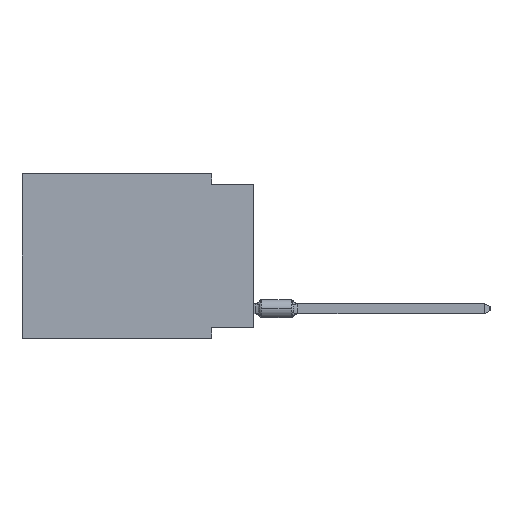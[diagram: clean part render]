
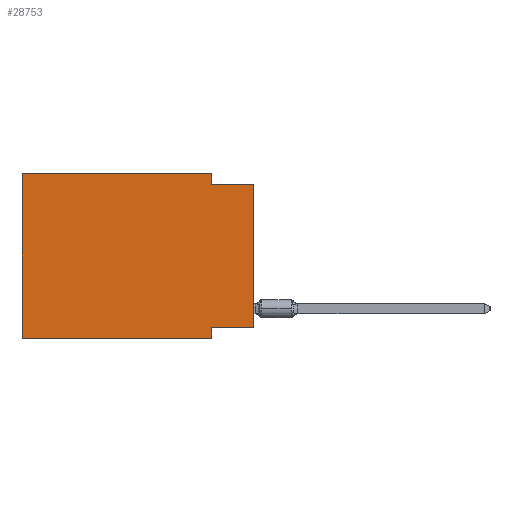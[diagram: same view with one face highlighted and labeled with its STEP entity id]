
A CAD part, left-side view. The second image highlights one B-rep face of the part: STEP entity #28753.
In plain terms, the highlighted planar face has unit normal (-1, 0, 0).
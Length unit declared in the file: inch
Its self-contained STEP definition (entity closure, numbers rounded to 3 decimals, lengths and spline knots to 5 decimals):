
#295 = VERTEX_POINT ( 'NONE', #24969 ) ;
#360 = DIRECTION ( 'NONE',  ( 0., -1., 0. ) ) ;
#1800 = LINE ( 'NONE', #17518, #48096 ) ;
#2257 = ORIENTED_EDGE ( 'NONE', *, *, #3382, .F. ) ;
#3374 = VECTOR ( 'NONE', #3808, 39.37008 ) ;
#3382 = EDGE_CURVE ( 'NONE', #55507, #36843, #37804, .T. ) ;
#3808 = DIRECTION ( 'NONE',  ( 0., 0., 1. ) ) ;
#3949 = CARTESIAN_POINT ( 'NONE',  ( 0., 0., -0.365 ) ) ;
#4514 = EDGE_LOOP ( 'NONE', ( #46087, #29372, #50615, #25891, #26680, #61442, #2257, #56422 ) ) ;
#4527 = EDGE_CURVE ( 'NONE', #15865, #55507, #1800, .T. ) ;
#7081 = DIRECTION ( 'NONE',  ( 0., 0., -1. ) ) ;
#8800 = DIRECTION ( 'NONE',  ( 0., -1., 0. ) ) ;
#11567 = CARTESIAN_POINT ( 'NONE',  ( 0., 0.1, 0. ) ) ;
#11736 = FACE_OUTER_BOUND ( 'NONE', #4514, .T. ) ;
#13575 = CARTESIAN_POINT ( 'NONE',  ( 0., 0.55, -0.39 ) ) ;
#15865 = VERTEX_POINT ( 'NONE', #3949 ) ;
#17518 = CARTESIAN_POINT ( 'NONE',  ( 0., 0., -0.365 ) ) ;
#21818 = LINE ( 'NONE', #52252, #26185 ) ;
#24969 = CARTESIAN_POINT ( 'NONE',  ( 0., 0.55, -0.39 ) ) ;
#25555 = CARTESIAN_POINT ( 'NONE',  ( 0., 0.1, -0.39 ) ) ;
#25891 = ORIENTED_EDGE ( 'NONE', *, *, #38006, .F. ) ;
#26185 = VECTOR ( 'NONE', #37526, 39.37008 ) ;
#26565 = VECTOR ( 'NONE', #7081, 39.37008 ) ;
#26680 = ORIENTED_EDGE ( 'NONE', *, *, #65433, .F. ) ;
#27446 = CARTESIAN_POINT ( 'NONE',  ( 0., 0.55, 0. ) ) ;
#27580 = VECTOR ( 'NONE', #38327, 39.37008 ) ;
#27777 = EDGE_CURVE ( 'NONE', #45722, #46024, #21818, .T. ) ;
#27891 = VERTEX_POINT ( 'NONE', #43654 ) ;
#28100 = DIRECTION ( 'NONE',  ( 0., 1., 0. ) ) ;
#28753 = ADVANCED_FACE ( 'NONE', ( #11736 ), #32561, .F. ) ;
#29372 = ORIENTED_EDGE ( 'NONE', *, *, #27777, .F. ) ;
#30775 = LINE ( 'NONE', #50968, #3374 ) ;
#31675 = CARTESIAN_POINT ( 'NONE',  ( 0., 0.1, -0.39 ) ) ;
#32561 = PLANE ( 'NONE',  #61160 ) ;
#36843 = VERTEX_POINT ( 'NONE', #25555 ) ;
#37526 = DIRECTION ( 'NONE',  ( 0., -1., 0. ) ) ;
#37804 = LINE ( 'NONE', #31675, #63841 ) ;
#37836 = LINE ( 'NONE', #53565, #26565 ) ;
#38006 = EDGE_CURVE ( 'NONE', #27891, #40921, #46822, .T. ) ;
#38327 = DIRECTION ( 'NONE',  ( 0., 0., 1. ) ) ;
#40921 = VERTEX_POINT ( 'NONE', #11567 ) ;
#42497 = EDGE_CURVE ( 'NONE', #295, #36843, #61427, .T. ) ;
#43654 = CARTESIAN_POINT ( 'NONE',  ( 0., 0.55, 0. ) ) ;
#45722 = VERTEX_POINT ( 'NONE', #64177 ) ;
#46024 = VERTEX_POINT ( 'NONE', #51155 ) ;
#46087 = ORIENTED_EDGE ( 'NONE', *, *, #47978, .T. ) ;
#46822 = LINE ( 'NONE', #57421, #53017 ) ;
#47978 = EDGE_CURVE ( 'NONE', #15865, #46024, #30775, .T. ) ;
#48096 = VECTOR ( 'NONE', #28100, 39.37008 ) ;
#48286 = DIRECTION ( 'NONE',  ( 0., 0., -1. ) ) ;
#48854 = VECTOR ( 'NONE', #8800, 39.37008 ) ;
#49910 = CARTESIAN_POINT ( 'NONE',  ( 0., 0.1, -0.365 ) ) ;
#50615 = ORIENTED_EDGE ( 'NONE', *, *, #65894, .F. ) ;
#50968 = CARTESIAN_POINT ( 'NONE',  ( 0., 0., 0. ) ) ;
#51155 = CARTESIAN_POINT ( 'NONE',  ( 0., 0., -0.025 ) ) ;
#52252 = CARTESIAN_POINT ( 'NONE',  ( 0., 0., -0.025 ) ) ;
#53017 = VECTOR ( 'NONE', #360, 39.37008 ) ;
#53565 = CARTESIAN_POINT ( 'NONE',  ( 0., 0.1, 0. ) ) ;
#53746 = DIRECTION ( 'NONE',  ( 1., 0., 0. ) ) ;
#55507 = VERTEX_POINT ( 'NONE', #49910 ) ;
#56422 = ORIENTED_EDGE ( 'NONE', *, *, #4527, .F. ) ;
#57421 = CARTESIAN_POINT ( 'NONE',  ( 0., 0.55, 0. ) ) ;
#58338 = DIRECTION ( 'NONE',  ( 0., 0., -1. ) ) ;
#60195 = CARTESIAN_POINT ( 'NONE',  ( 0., 0.55, 0. ) ) ;
#61160 = AXIS2_PLACEMENT_3D ( 'NONE', #27446, #53746, #48286 ) ;
#61427 = LINE ( 'NONE', #13575, #48854 ) ;
#61442 = ORIENTED_EDGE ( 'NONE', *, *, #42497, .T. ) ;
#63841 = VECTOR ( 'NONE', #58338, 39.37008 ) ;
#64177 = CARTESIAN_POINT ( 'NONE',  ( 0., 0.1, -0.025 ) ) ;
#65323 = LINE ( 'NONE', #60195, #27580 ) ;
#65433 = EDGE_CURVE ( 'NONE', #295, #27891, #65323, .T. ) ;
#65894 = EDGE_CURVE ( 'NONE', #40921, #45722, #37836, .T. ) ;
